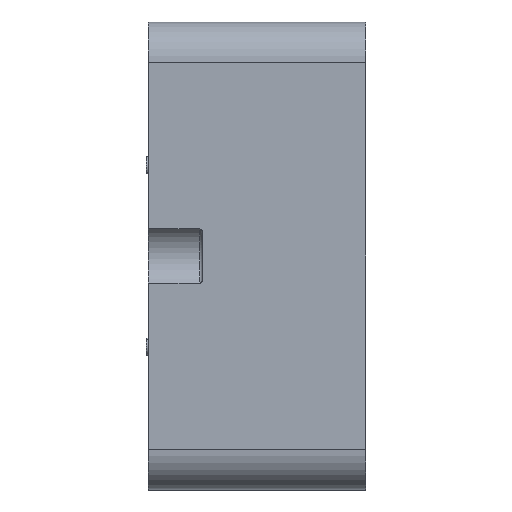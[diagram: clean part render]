
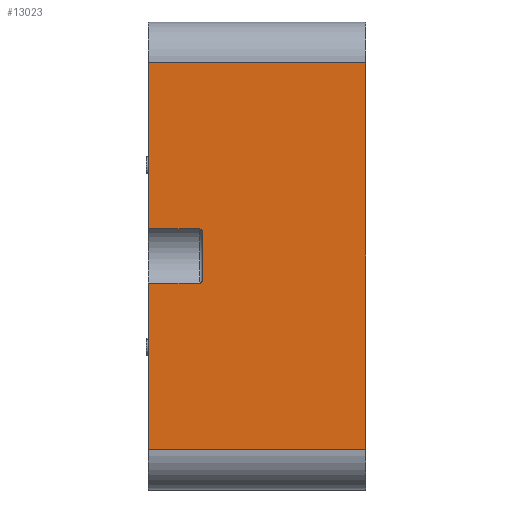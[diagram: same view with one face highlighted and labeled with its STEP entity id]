
A CAD part, left-side view. The second image highlights one B-rep face of the part: STEP entity #13023.
In plain terms, the highlighted planar face has unit normal (-1, 0, 0).
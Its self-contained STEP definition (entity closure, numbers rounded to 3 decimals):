
#17 = LINE ( 'NONE', #10376, #12332 ) ;
#143 = LINE ( 'NONE', #12676, #13089 ) ;
#374 = LINE ( 'NONE', #11009, #6038 ) ;
#570 = DIRECTION ( 'NONE',  ( 0., 0., 1. ) ) ;
#1006 = ORIENTED_EDGE ( 'NONE', *, *, #6152, .T. ) ;
#1154 = VERTEX_POINT ( 'NONE', #1409 ) ;
#1156 = CARTESIAN_POINT ( 'NONE',  ( -32., -8., 3.354 ) ) ;
#1240 = CARTESIAN_POINT ( 'NONE',  ( -32., -8., -3.354 ) ) ;
#1409 = CARTESIAN_POINT ( 'NONE',  ( -32., 0., 4. ) ) ;
#1413 = B_SPLINE_CURVE_WITH_KNOTS ( 'NONE', 3,
 ( #12945, #1723, #5879, #10036, #9023, #13162, #2537, #2479 ),
 .UNSPECIFIED., .F., .F.,
 ( 4, 2, 2, 4 ),
 ( 0., 0., 0., 0.001 ),
 .UNSPECIFIED. ) ;
#1526 = DIRECTION ( 'NONE',  ( 0., 0., 1. ) ) ;
#1721 = EDGE_CURVE ( 'NONE', #12674, #4794, #9661, .T. ) ;
#1723 = CARTESIAN_POINT ( 'NONE',  ( -32., -7.576, 4. ) ) ;
#1794 = VECTOR ( 'NONE', #9837, 1000. ) ;
#1855 = FACE_OUTER_BOUND ( 'NONE', #10725, .T. ) ;
#1899 = ORIENTED_EDGE ( 'NONE', *, *, #6424, .T. ) ;
#1917 = DIRECTION ( 'NONE',  ( 0., 0., 1. ) ) ;
#1963 = LINE ( 'NONE', #5223, #5453 ) ;
#2265 = DIRECTION ( 'NONE',  ( 0., 1., 0. ) ) ;
#2337 = CARTESIAN_POINT ( 'NONE',  ( -32., -7.963, -3.657 ) ) ;
#2400 = CARTESIAN_POINT ( 'NONE',  ( -32., -8., -3.354 ) ) ;
#2479 = CARTESIAN_POINT ( 'NONE',  ( -32., -8., 3.354 ) ) ;
#2537 = CARTESIAN_POINT ( 'NONE',  ( -32., -8., 3.506 ) ) ;
#2658 = AXIS2_PLACEMENT_3D ( 'NONE', #4848, #9008, #1917 ) ;
#2724 = ORIENTED_EDGE ( 'NONE', *, *, #10912, .T. ) ;
#2942 = PLANE ( 'NONE',  #2658 ) ;
#3250 = ORIENTED_EDGE ( 'NONE', *, *, #8292, .F. ) ;
#3754 = CARTESIAN_POINT ( 'NONE',  ( -32., -32., -28.5 ) ) ;
#4035 = DIRECTION ( 'NONE',  ( 0., 0., -1. ) ) ;
#4044 = EDGE_CURVE ( 'NONE', #12674, #11145, #374, .T. ) ;
#4307 = CARTESIAN_POINT ( 'NONE',  ( -32., -7.651, -3.978 ) ) ;
#4372 = CARTESIAN_POINT ( 'NONE',  ( -32., -7.835, -3.845 ) ) ;
#4504 = CARTESIAN_POINT ( 'NONE',  ( -32., -7.781, -3.9 ) ) ;
#4574 = LINE ( 'NONE', #5669, #1794 ) ;
#4665 = VERTEX_POINT ( 'NONE', #12546 ) ;
#4748 = EDGE_CURVE ( 'NONE', #1154, #10382, #17, .T. ) ;
#4794 = VERTEX_POINT ( 'NONE', #5459 ) ;
#4848 = CARTESIAN_POINT ( 'NONE',  ( -32., -32., -34.5 ) ) ;
#4885 = CARTESIAN_POINT ( 'NONE',  ( -32., -32., -34.5 ) ) ;
#5046 = ORIENTED_EDGE ( 'NONE', *, *, #4748, .F. ) ;
#5223 = CARTESIAN_POINT ( 'NONE',  ( -32., -32., 28.5 ) ) ;
#5409 = EDGE_CURVE ( 'NONE', #6652, #6797, #13129, .T. ) ;
#5453 = VECTOR ( 'NONE', #11482, 1000. ) ;
#5459 = CARTESIAN_POINT ( 'NONE',  ( -32., 0., -4. ) ) ;
#5625 = EDGE_CURVE ( 'NONE', #9903, #13146, #1413, .T. ) ;
#5669 = CARTESIAN_POINT ( 'NONE',  ( -32., -8., -4. ) ) ;
#5760 = LINE ( 'NONE', #4885, #8933 ) ;
#5879 = CARTESIAN_POINT ( 'NONE',  ( -32., -7.651, 3.978 ) ) ;
#5956 = CARTESIAN_POINT ( 'NONE',  ( -32., -7.5, -4. ) ) ;
#6038 = VECTOR ( 'NONE', #10798, 1000. ) ;
#6047 = ORIENTED_EDGE ( 'NONE', *, *, #4044, .T. ) ;
#6152 = EDGE_CURVE ( 'NONE', #4665, #10382, #1963, .T. ) ;
#6409 = CARTESIAN_POINT ( 'NONE',  ( -32., 0., -28.5 ) ) ;
#6424 = EDGE_CURVE ( 'NONE', #11145, #4665, #5760, .T. ) ;
#6652 = VERTEX_POINT ( 'NONE', #1240 ) ;
#6797 = VERTEX_POINT ( 'NONE', #5956 ) ;
#7503 = CARTESIAN_POINT ( 'NONE',  ( -32., -7.5, 4. ) ) ;
#7571 = CARTESIAN_POINT ( 'NONE',  ( -32., -7.5, -4. ) ) ;
#8267 = CARTESIAN_POINT ( 'NONE',  ( -32., -8., -34.5 ) ) ;
#8292 = EDGE_CURVE ( 'NONE', #9903, #1154, #143, .T. ) ;
#8933 = VECTOR ( 'NONE', #570, 1000. ) ;
#9008 = DIRECTION ( 'NONE',  ( -1., 0., 0. ) ) ;
#9023 = CARTESIAN_POINT ( 'NONE',  ( -32., -7.835, 3.845 ) ) ;
#9661 = LINE ( 'NONE', #12828, #13032 ) ;
#9837 = DIRECTION ( 'NONE',  ( 0., -1., 0. ) ) ;
#9880 = ORIENTED_EDGE ( 'NONE', *, *, #5409, .T. ) ;
#9903 = VERTEX_POINT ( 'NONE', #7503 ) ;
#10036 = CARTESIAN_POINT ( 'NONE',  ( -32., -7.78, 3.9 ) ) ;
#10372 = LINE ( 'NONE', #8267, #12687 ) ;
#10376 = CARTESIAN_POINT ( 'NONE',  ( -32., 0., -34.5 ) ) ;
#10382 = VERTEX_POINT ( 'NONE', #13188 ) ;
#10579 = CARTESIAN_POINT ( 'NONE',  ( -32., -7.576, -4. ) ) ;
#10594 = ORIENTED_EDGE ( 'NONE', *, *, #12544, .F. ) ;
#10725 = EDGE_LOOP ( 'NONE', ( #3250, #10869, #2724, #9880, #10594, #13106, #6047, #1899, #1006, #5046 ) ) ;
#10798 = DIRECTION ( 'NONE',  ( 0., -1., 0. ) ) ;
#10869 = ORIENTED_EDGE ( 'NONE', *, *, #5625, .T. ) ;
#10912 = EDGE_CURVE ( 'NONE', #13146, #6652, #10372, .T. ) ;
#11009 = CARTESIAN_POINT ( 'NONE',  ( -32., -32., -28.5 ) ) ;
#11145 = VERTEX_POINT ( 'NONE', #3754 ) ;
#11456 = DIRECTION ( 'NONE',  ( 0., 0., 1. ) ) ;
#11482 = DIRECTION ( 'NONE',  ( 0., 1., 0. ) ) ;
#11600 = CARTESIAN_POINT ( 'NONE',  ( -32., -8., -3.506 ) ) ;
#12332 = VECTOR ( 'NONE', #11456, 1000. ) ;
#12544 = EDGE_CURVE ( 'NONE', #4794, #6797, #4574, .T. ) ;
#12546 = CARTESIAN_POINT ( 'NONE',  ( -32., -32., 28.5 ) ) ;
#12674 = VERTEX_POINT ( 'NONE', #6409 ) ;
#12676 = CARTESIAN_POINT ( 'NONE',  ( -32., -8., 4. ) ) ;
#12687 = VECTOR ( 'NONE', #4035, 1000. ) ;
#12828 = CARTESIAN_POINT ( 'NONE',  ( -32., 0., -34.5 ) ) ;
#12945 = CARTESIAN_POINT ( 'NONE',  ( -32., -7.5, 4. ) ) ;
#13023 = ADVANCED_FACE ( 'NONE', ( #1855 ), #2942, .T. ) ;
#13032 = VECTOR ( 'NONE', #1526, 1000. ) ;
#13089 = VECTOR ( 'NONE', #2265, 1000. ) ;
#13106 = ORIENTED_EDGE ( 'NONE', *, *, #1721, .F. ) ;
#13129 = B_SPLINE_CURVE_WITH_KNOTS ( 'NONE', 3,
 ( #2400, #11600, #2337, #4372, #4504, #4307, #10579, #7571 ),
 .UNSPECIFIED., .F., .F.,
 ( 4, 2, 2, 4 ),
 ( 0., 0., 0.001, 0.001 ),
 .UNSPECIFIED. ) ;
#13146 = VERTEX_POINT ( 'NONE', #1156 ) ;
#13162 = CARTESIAN_POINT ( 'NONE',  ( -32., -7.963, 3.657 ) ) ;
#13188 = CARTESIAN_POINT ( 'NONE',  ( -32., 0., 28.5 ) ) ;
